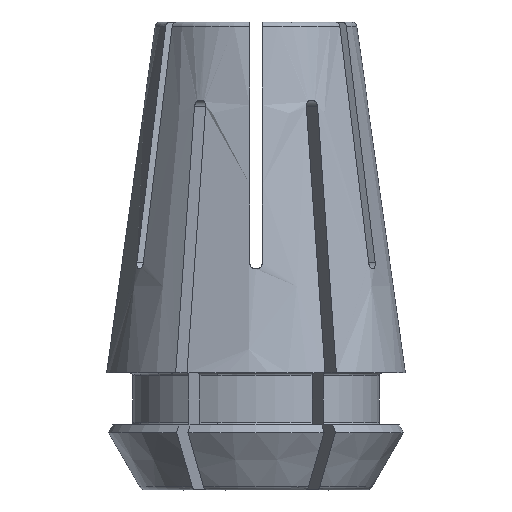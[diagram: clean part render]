
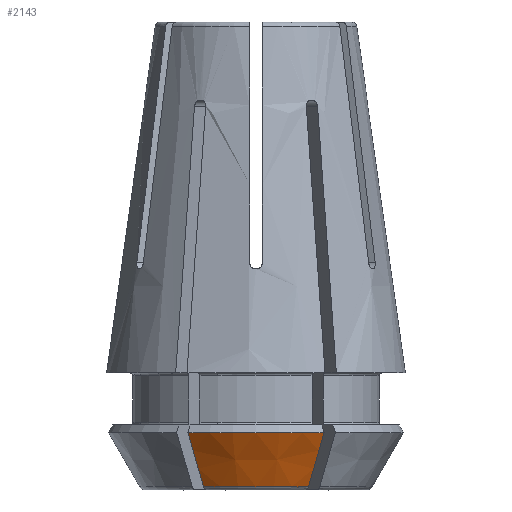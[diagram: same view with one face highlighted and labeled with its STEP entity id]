
A CAD part, left-side view. The second image highlights one B-rep face of the part: STEP entity #2143.
In plain terms, the highlighted conical face has half-angle 30 degrees and reference radius 4.479 mm.
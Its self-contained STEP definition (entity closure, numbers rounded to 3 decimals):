
#25=CONICAL_SURFACE('',#2334,4.479,0.524);
#206=CIRCLE('',#2222,9288.163);
#265=CIRCLE('',#2333,4.479);
#266=CIRCLE('',#2335,5.681);
#267=CIRCLE('',#2336,9288.163);
#627=ORIENTED_EDGE('',*,*,#1022,.F.);
#628=ORIENTED_EDGE('',*,*,#1222,.F.);
#629=ORIENTED_EDGE('',*,*,#1223,.T.);
#630=ORIENTED_EDGE('',*,*,#1220,.T.);
#1022=EDGE_CURVE('',#1364,#1365,#206,.T.);
#1220=EDGE_CURVE('',#1510,#1365,#265,.T.);
#1222=EDGE_CURVE('',#1511,#1364,#266,.T.);
#1223=EDGE_CURVE('',#1511,#1510,#267,.T.);
#1364=VERTEX_POINT('',#3107);
#1365=VERTEX_POINT('',#3109);
#1510=VERTEX_POINT('',#3734);
#1511=VERTEX_POINT('',#3741);
#1860=EDGE_LOOP('',(#627,#628,#629,#630));
#1978=FACE_BOUND('',#1860,.T.);
#2143=ADVANCED_FACE('',(#1978),#25,.T.);
#2222=AXIS2_PLACEMENT_3D('',#3108,#2467,#2468);
#2333=AXIS2_PLACEMENT_3D('',#3733,#2763,#2764);
#2334=AXIS2_PLACEMENT_3D('',#3739,#2765,#2766);
#2335=AXIS2_PLACEMENT_3D('',#3740,#2767,#2768);
#2336=AXIS2_PLACEMENT_3D('',#3742,#2769,#2770);
#2467=DIRECTION('',(0.5,-0.866,0.));
#2468=DIRECTION('',(-0.75,-0.433,-0.5));
#2763=DIRECTION('',(0.,0.,1.));
#2764=DIRECTION('',(1.,0.,0.));
#2765=DIRECTION('',(0.,0.,1.));
#2766=DIRECTION('',(1.,0.,0.));
#2767=DIRECTION('',(0.,0.,1.));
#2768=DIRECTION('',(1.,0.,0.));
#2769=DIRECTION('',(-0.5,-0.866,0.));
#2770=DIRECTION('',(-0.75,0.433,-0.5));
#3107=CARTESIAN_POINT('',(-5.04,-2.621,-2.293));
#3108=CARTESIAN_POINT('',(6959.46,4018.335,4645.032));
#3109=CARTESIAN_POINT('',(-3.998,-2.019,-4.375));
#3733=CARTESIAN_POINT('',(0.,0.,-4.375));
#3734=CARTESIAN_POINT('',(-3.998,2.019,-4.375));
#3739=CARTESIAN_POINT('',(0.,0.,-4.375));
#3740=CARTESIAN_POINT('',(0.,0.,-2.293));
#3741=CARTESIAN_POINT('',(-5.04,2.621,-2.293));
#3742=CARTESIAN_POINT('',(6959.46,-4018.335,4645.032));
